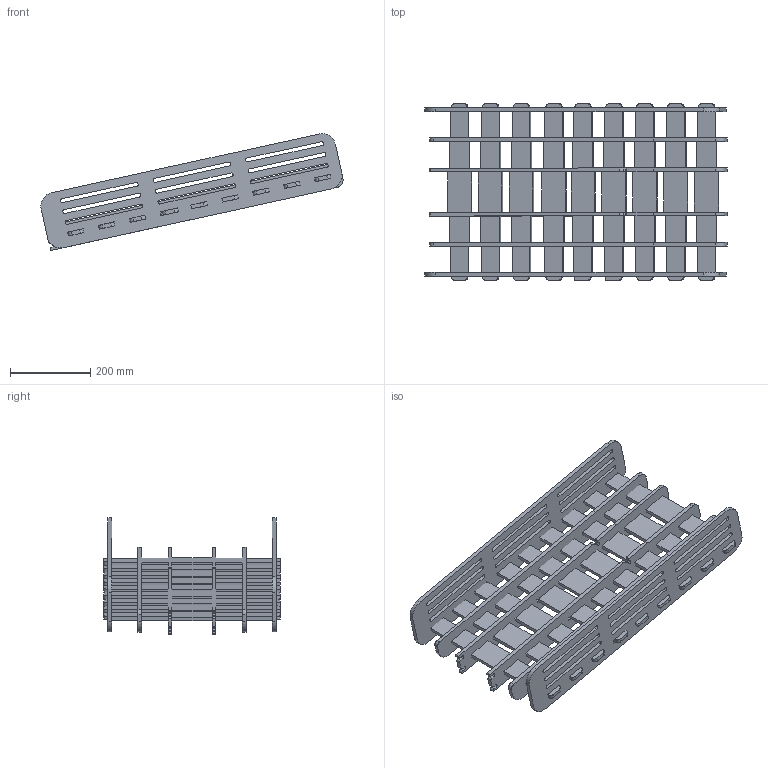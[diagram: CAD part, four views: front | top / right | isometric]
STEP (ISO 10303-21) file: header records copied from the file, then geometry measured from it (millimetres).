
FILE_DESCRIPTION(('HOOPS Exchange Step'),'2;1');
FILE_NAME('temp_export','2022-12-21T13:37:29+01:00',('mobile'),('Shapr3D Limited'),'HOOPS Exchange 2022.1','Shapr3D','Authorized');
FILE_SCHEMA( ('AUTOMOTIVE_DESIGN { 1 0 10303 214 1 1 1 1 }') );
Length unit declared in the file: millimetre
Products named in the file (3): Ordner 21; Ordner 20; root
Assembly tree (2 placements, depth 3):
  root
    Ordner 20
      Ordner 21
Bounding box: 752.05 x 439.95 x 290.5 mm (x, y, z)
Volume: 5116700.5 mm3; surface area: 1367095.9 mm2
Topology: 15 solids, 15 shells, 820 faces, 2370 edges, 1580 vertices
Faces by surface type: plane 622, bspline 160, cylinder 38
Entity records: 27746 total; most frequent: CARTESIAN_POINT 6853, ORIENTED_EDGE 4740, DIRECTION 3452, EDGE_CURVE 2370, VECTOR 1974, LINE 1974, VERTEX_POINT 1580, EDGE_LOOP 964
